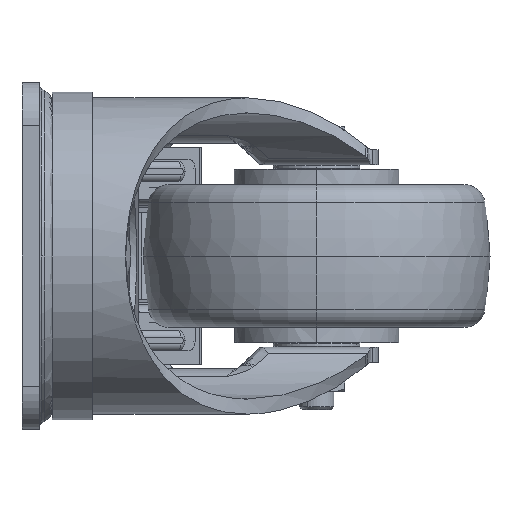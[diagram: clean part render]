
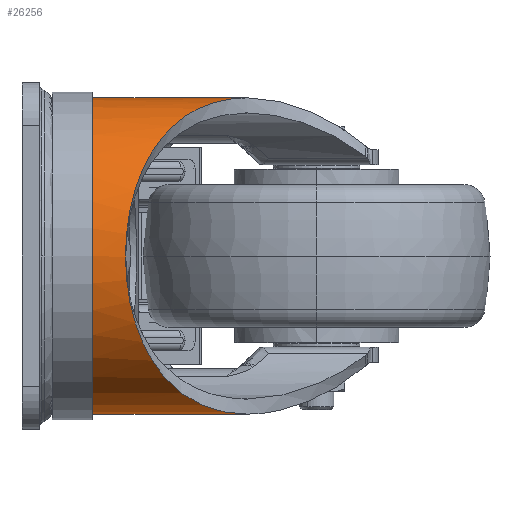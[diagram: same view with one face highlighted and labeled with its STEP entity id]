
A CAD part, left-side view. The second image highlights one B-rep face of the part: STEP entity #26256.
In plain terms, the highlighted cylindrical face has radius 36.5 mm (diameter 73 mm), a partial arc.
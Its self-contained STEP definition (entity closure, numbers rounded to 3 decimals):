
#243 = DIRECTION ( 'NONE',  ( 0., 0., -1. ) ) ;
#1792 = DIRECTION ( 'NONE',  ( 0., 0., -1. ) ) ;
#1876 = EDGE_LOOP ( 'NONE', ( #40974, #47781, #42335, #17904 ) ) ;
#3422 = DIRECTION ( 'NONE',  ( 0., -1., 0. ) ) ;
#3832 = CARTESIAN_POINT ( 'NONE',  ( -20.688, -34.908, -30.076 ) ) ;
#4049 = CARTESIAN_POINT ( 'NONE',  ( -34.903, -24.926, -10.764 ) ) ;
#4278 = CARTESIAN_POINT ( 'NONE',  ( -34.728, -25.041, 11.255 ) ) ;
#4479 = CARTESIAN_POINT ( 'NONE',  ( 0., -51.994, 36.5 ) ) ;
#4485 = CARTESIAN_POINT ( 'NONE',  ( -22.158, -33.803, 29.104 ) ) ;
#4708 = CARTESIAN_POINT ( 'NONE',  ( -1.015, -51.072, 36.5 ) ) ;
#6324 = LINE ( 'NONE', #38301, #64107 ) ;
#7877 = VERTEX_POINT ( 'NONE', #60635 ) ;
#8660 = CIRCLE ( 'NONE', #50354, 36.5 ) ;
#8868 = CARTESIAN_POINT ( 'NONE',  ( -23.034, -33.167, -28.339 ) ) ;
#9088 = CARTESIAN_POINT ( 'NONE',  ( -35.875, -24.29, -6.858 ) ) ;
#9297 = CARTESIAN_POINT ( 'NONE',  ( -33.577, -25.803, 14.373 ) ) ;
#9514 = CARTESIAN_POINT ( 'NONE',  ( -17.797, -37.102, 31.872 ) ) ;
#9834 = VERTEX_POINT ( 'NONE', #4479 ) ;
#11903 = CARTESIAN_POINT ( 'NONE',  ( 0., 12.523, -36.5 ) ) ;
#13626 = CARTESIAN_POINT ( 'NONE',  ( -4.076, -48.356, -36.286 ) ) ;
#13852 = CARTESIAN_POINT ( 'NONE',  ( -25.7, -31.237, -25.948 ) ) ;
#14072 = CARTESIAN_POINT ( 'NONE',  ( -36.337, -23.99, -3.514 ) ) ;
#14283 = CARTESIAN_POINT ( 'NONE',  ( -31.842, -26.966, 17.889 ) ) ;
#14500 = CARTESIAN_POINT ( 'NONE',  ( -16.3, -38.262, 32.663 ) ) ;
#17904 = ORIENTED_EDGE ( 'NONE', *, *, #40201, .T. ) ;
#18651 = CARTESIAN_POINT ( 'NONE',  ( -8.189, -44.817, -35.631 ) ) ;
#18857 = CARTESIAN_POINT ( 'NONE',  ( -27.374, -30.05, -24.151 ) ) ;
#19068 = CARTESIAN_POINT ( 'NONE',  ( -36.477, -23.899, -1.473 ) ) ;
#19285 = CARTESIAN_POINT ( 'NONE',  ( -29.769, -28.38, 21.157 ) ) ;
#19493 = CARTESIAN_POINT ( 'NONE',  ( -14.275, -39.853, 33.611 ) ) ;
#22326 = CYLINDRICAL_SURFACE ( 'NONE', #29224, 36.5 ) ;
#23652 = CARTESIAN_POINT ( 'NONE',  ( -14.275, -39.842, -33.661 ) ) ;
#23790 = LINE ( 'NONE', #11903, #50349 ) ;
#23871 = CARTESIAN_POINT ( 'NONE',  ( -28.581, -29.205, -22.711 ) ) ;
#24068 = CARTESIAN_POINT ( 'NONE',  ( -36.507, -23.88, 2.655 ) ) ;
#24297 = CARTESIAN_POINT ( 'NONE',  ( -27.442, -30.001, 24.098 ) ) ;
#24518 = CARTESIAN_POINT ( 'NONE',  ( -10.209, -43.135, 35.11 ) ) ;
#26256 = ADVANCED_FACE ( 'NONE', ( #40310 ), #22326, .T. ) ;
#28682 = CARTESIAN_POINT ( 'NONE',  ( -18.744, -36.377, -31.324 ) ) ;
#28820 = EDGE_CURVE ( 'NONE', #50442, #51966, #8660, .T. ) ;
#28883 = CARTESIAN_POINT ( 'NONE',  ( -31.831, -26.971, -18.051 ) ) ;
#29114 = CARTESIAN_POINT ( 'NONE',  ( -35.466, -24.557, 8.651 ) ) ;
#29224 = AXIS2_PLACEMENT_3D ( 'NONE', #44936, #39934, #243 ) ;
#29339 = CARTESIAN_POINT ( 'NONE',  ( -25.751, -31.202, 25.875 ) ) ;
#29557 = CARTESIAN_POINT ( 'NONE',  ( -5.103, -47.462, 36.156 ) ) ;
#31638 = DIRECTION ( 'NONE',  ( 0., -1., 0. ) ) ;
#33679 = CARTESIAN_POINT ( 'NONE',  ( -20.208, -35.268, -30.401 ) ) ;
#33898 = CARTESIAN_POINT ( 'NONE',  ( -34.015, -25.512, -13.306 ) ) ;
#34116 = CARTESIAN_POINT ( 'NONE',  ( -34.929, -24.909, 10.613 ) ) ;
#34325 = CARTESIAN_POINT ( 'NONE',  ( -24.424, -32.157, 27.13 ) ) ;
#34543 = CARTESIAN_POINT ( 'NONE',  ( -2.037, -50.156, 36.458 ) ) ;
#34853 = EDGE_CURVE ( 'NONE', #50442, #9834, #6324, .T. ) ;
#38301 = CARTESIAN_POINT ( 'NONE',  ( 0., 12.523, 36.5 ) ) ;
#38499 = CARTESIAN_POINT ( 'NONE',  ( 0., -51.994, -36.5 ) ) ;
#38715 = CARTESIAN_POINT ( 'NONE',  ( -22.11, -33.847, -29.064 ) ) ;
#38936 = CARTESIAN_POINT ( 'NONE',  ( -35.275, -24.682, -9.474 ) ) ;
#39148 = CARTESIAN_POINT ( 'NONE',  ( -34.075, -25.472, 13.15 ) ) ;
#39360 = CARTESIAN_POINT ( 'NONE',  ( -20.258, -35.218, 30.447 ) ) ;
#39592 = CARTESIAN_POINT ( 'NONE',  ( 0., -51.994, 36.5 ) ) ;
#39934 = DIRECTION ( 'NONE',  ( 0., -1., 0. ) ) ;
#40201 = EDGE_CURVE ( 'NONE', #7877, #9834, #53584, .T. ) ;
#40310 = FACE_OUTER_BOUND ( 'NONE', #1876, .T. ) ;
#40974 = ORIENTED_EDGE ( 'NONE', *, *, #34853, .F. ) ;
#42335 = ORIENTED_EDGE ( 'NONE', *, *, #60317, .T. ) ;
#43510 = CARTESIAN_POINT ( 'NONE',  ( -2.031, -50.161, -36.458 ) ) ;
#43733 = CARTESIAN_POINT ( 'NONE',  ( -24.829, -31.863, -26.781 ) ) ;
#43933 = CARTESIAN_POINT ( 'NONE',  ( -36.104, -24.141, -5.531 ) ) ;
#44153 = CARTESIAN_POINT ( 'NONE',  ( -32.46, -26.55, 16.742 ) ) ;
#44366 = CARTESIAN_POINT ( 'NONE',  ( -17.301, -37.485, 32.144 ) ) ;
#44936 = CARTESIAN_POINT ( 'NONE',  ( 0., 12.523, 0. ) ) ;
#46777 = DIRECTION ( 'NONE',  ( 0., -1., 0. ) ) ;
#47781 = ORIENTED_EDGE ( 'NONE', *, *, #28820, .T. ) ;
#48517 = CARTESIAN_POINT ( 'NONE',  ( -5.106, -47.46, -36.156 ) ) ;
#48741 = CARTESIAN_POINT ( 'NONE',  ( -26.961, -30.342, -24.611 ) ) ;
#48960 = CARTESIAN_POINT ( 'NONE',  ( -36.396, -23.952, -2.837 ) ) ;
#49177 = CARTESIAN_POINT ( 'NONE',  ( -30.491, -27.885, 20.106 ) ) ;
#49397 = CARTESIAN_POINT ( 'NONE',  ( -15.794, -38.658, 32.911 ) ) ;
#50349 = VECTOR ( 'NONE', #46777, 1000. ) ;
#50354 = AXIS2_PLACEMENT_3D ( 'NONE', #61622, #31638, #1792 ) ;
#50442 = VERTEX_POINT ( 'NONE', #53132 ) ;
#51816 = CARTESIAN_POINT ( 'NONE',  ( 0., -16.358, -36.5 ) ) ;
#51966 = VERTEX_POINT ( 'NONE', #51816 ) ;
#53132 = CARTESIAN_POINT ( 'NONE',  ( 0., -16.358, 36.5 ) ) ;
#53578 = CARTESIAN_POINT ( 'NONE',  ( -10.23, -43.117, -35.103 ) ) ;
#53584 = B_SPLINE_CURVE_WITH_KNOTS ( 'NONE', 3,
 ( #38499, #63435, #43510, #13626, #48517, #18651, #53578, #23652, #58630, #28682, #63638, #33679, #3832, #38715, #8868, #43733, #13852, #48741, #18857, #53793, #23871, #58842, #28883, #63853, #33898, #4049, #38936, #9088, #43933, #14072, #48960, #19068, #54011, #24068, #59042, #29114, #64070, #34116, #4278, #39148, #9297, #44153, #14283, #49177, #19285, #54236, #24297, #59274, #29339, #64293, #34325, #4485, #39360, #9514, #44366, #14500, #49397, #19493, #54449, #24518, #59490, #29557, #64515, #34543, #4708, #39592 ),
 .UNSPECIFIED., .F., .F.,
 ( 4, 2, 2, 2, 2, 2, 2, 2, 2, 2, 2, 2, 2, 2, 2, 2, 2, 2, 2, 2, 2, 2, 2, 2, 2, 2, 2, 2, 2, 2, 2, 2, 4 ),
 ( 0., 0.004, 0.008, 0.016, 0.025, 0.027, 0.029, 0.033, 0.037, 0.039, 0.041, 0.049, 0.053, 0.057, 0.062, 0.064, 0.066, 0.074, 0.076, 0.078, 0.082, 0.086, 0.09, 0.094, 0.096, 0.098, 0.107, 0.109, 0.111, 0.115, 0.123, 0.127, 0.131 ),
 .UNSPECIFIED. ) ;
#53793 = CARTESIAN_POINT ( 'NONE',  ( -28.184, -29.482, -23.201 ) ) ;
#54011 = CARTESIAN_POINT ( 'NONE',  ( -36.498, -23.885, -0.783 ) ) ;
#54236 = CARTESIAN_POINT ( 'NONE',  ( -28.245, -29.438, 23.153 ) ) ;
#54449 = CARTESIAN_POINT ( 'NONE',  ( -13.26, -40.664, 34.023 ) ) ;
#58630 = CARTESIAN_POINT ( 'NONE',  ( -16.278, -38.266, -32.749 ) ) ;
#58842 = CARTESIAN_POINT ( 'NONE',  ( -30.494, -27.877, -20.216 ) ) ;
#59042 = CARTESIAN_POINT ( 'NONE',  ( -36.207, -24.073, 5.35 ) ) ;
#59274 = CARTESIAN_POINT ( 'NONE',  ( -26.181, -30.896, 25.44 ) ) ;
#59490 = CARTESIAN_POINT ( 'NONE',  ( -8.168, -44.834, 35.635 ) ) ;
#60317 = EDGE_CURVE ( 'NONE', #51966, #7877, #23790, .T. ) ;
#60635 = CARTESIAN_POINT ( 'NONE',  ( 0., -51.994, -36.5 ) ) ;
#61622 = CARTESIAN_POINT ( 'NONE',  ( 0., -16.358, 0. ) ) ;
#63435 = CARTESIAN_POINT ( 'NONE',  ( -1.013, -51.073, -36.5 ) ) ;
#63638 = CARTESIAN_POINT ( 'NONE',  ( -19.237, -36.002, -31.025 ) ) ;
#63853 = CARTESIAN_POINT ( 'NONE',  ( -33.51, -25.847, -14.527 ) ) ;
#64070 = CARTESIAN_POINT ( 'NONE',  ( -35.299, -24.666, 9.309 ) ) ;
#64107 = VECTOR ( 'NONE', #3422, 1000. ) ;
#64293 = CARTESIAN_POINT ( 'NONE',  ( -24.873, -31.833, 26.72 ) ) ;
#64515 = CARTESIAN_POINT ( 'NONE',  ( -4.081, -48.351, 36.286 ) ) ;
